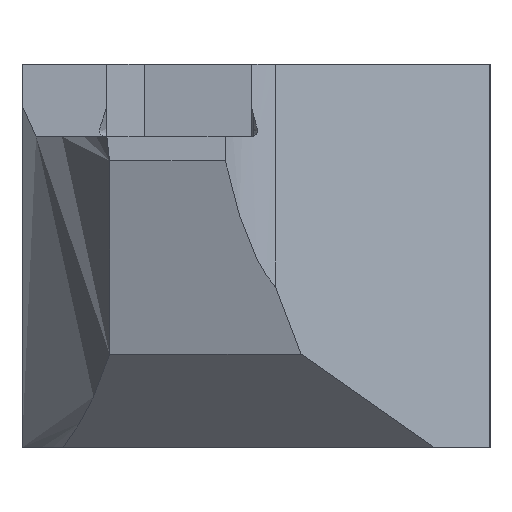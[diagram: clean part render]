
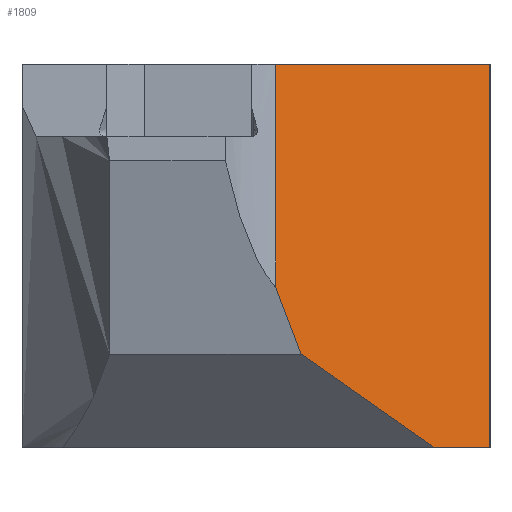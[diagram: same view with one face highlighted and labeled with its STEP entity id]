
A CAD part, left-side view. The second image highlights one B-rep face of the part: STEP entity #1809.
In plain terms, the highlighted planar face has unit normal (-0.819, -0.574, 0).
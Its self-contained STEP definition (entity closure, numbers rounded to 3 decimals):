
#5 = VECTOR ( 'NONE', #320, 1000. ) ;
#86 = CARTESIAN_POINT ( 'NONE',  ( 2.863, 6.786, -14.684 ) ) ;
#92 = LINE ( 'NONE', #788, #401 ) ;
#98 = DIRECTION ( 'NONE',  ( 0.819, 0.574, 0. ) ) ;
#107 = CARTESIAN_POINT ( 'NONE',  ( 1.4, 8.875, -15.875 ) ) ;
#125 = VERTEX_POINT ( 'NONE', #760 ) ;
#201 = LINE ( 'NONE', #107, #691 ) ;
#289 = ORIENTED_EDGE ( 'NONE', *, *, #1250, .T. ) ;
#320 = DIRECTION ( 'NONE',  ( 0., 0., 1. ) ) ;
#385 = LINE ( 'NONE', #1092, #5 ) ;
#389 = CARTESIAN_POINT ( 'NONE',  ( 7.614, 0., 0. ) ) ;
#400 = PLANE ( 'NONE',  #1908 ) ;
#401 = VECTOR ( 'NONE', #1742, 1000. ) ;
#406 = FACE_OUTER_BOUND ( 'NONE', #1812, .T. ) ;
#459 = ORIENTED_EDGE ( 'NONE', *, *, #1792, .T. ) ;
#493 = VECTOR ( 'NONE', #1808, 1000. ) ;
#508 = EDGE_CURVE ( 'Defeature ausgef�hrt1_14+Defeature ausgef�hrt1_15+Defeature ausgef�hrt1_20+Defeature ausgef�hrt1_2', #850, #125, #92, .T. ) ;
#521 = LINE ( 'NONE', #702, #1924 ) ;
#541 = CARTESIAN_POINT ( 'NONE',  ( 6.019, 2.279, -15.875 ) ) ;
#575 = LINE ( 'NONE', #1165, #493 ) ;
#587 = VERTEX_POINT ( 'NONE', #541 ) ;
#628 = CARTESIAN_POINT ( 'NONE',  ( 2.144, 7.813, -12. ) ) ;
#661 = ORIENTED_EDGE ( 'NONE', *, *, #1430, .T. ) ;
#689 = CARTESIAN_POINT ( 'NONE',  ( 1.4, 8.875, -15.875 ) ) ;
#691 = VECTOR ( 'NONE', #1817, 1000. ) ;
#702 = CARTESIAN_POINT ( 'NONE',  ( 1.4, 8.875, 0. ) ) ;
#760 = CARTESIAN_POINT ( 'NONE',  ( 1.4, 8.875, 0. ) ) ;
#788 = CARTESIAN_POINT ( 'NONE',  ( 1.4, 8.875, -15.875 ) ) ;
#850 = VERTEX_POINT ( 'NONE', #1144 ) ;
#852 = DIRECTION ( 'NONE',  ( -0.574, 0.819, 0. ) ) ;
#937 = ORIENTED_EDGE ( 'NONE', *, *, #1748, .T. ) ;
#998 = DIRECTION ( 'NONE',  ( 0.243, -0.347, -0.906 ) ) ;
#1092 = CARTESIAN_POINT ( 'NONE',  ( 7.614, 0., -15.875 ) ) ;
#1102 = VERTEX_POINT ( 'NONE', #1374 ) ;
#1144 = CARTESIAN_POINT ( 'NONE',  ( 1.4, 8.875, -9.225 ) ) ;
#1165 = CARTESIAN_POINT ( 'NONE',  ( 2.543, 7.242, -12.4 ) ) ;
#1250 = EDGE_CURVE ( 'Defeature ausgef�hrt1_15+Defeature ausgef�hrt1_6+Defeature ausgef�hrt1_7+Defeature ausgef�hrt1_2', #1102, #1566, #385, .T. ) ;
#1374 = CARTESIAN_POINT ( 'NONE',  ( 7.614, 0., -15.875 ) ) ;
#1429 = EDGE_CURVE ( 'Defeature ausgef�hrt1_7+Defeature ausgef�hrt1_15+Defeature ausgef�hrt1_6+Defeature ausgef�hrt1_19', #1102, #587, #201, .T. ) ;
#1430 = EDGE_CURVE ( 'Defeature ausgef�hrt1_15+Defeature ausgef�hrt1_2+Defeature ausgef�hrt1_6+Defeature ausgef�hrt1_14', #1566, #125, #521, .T. ) ;
#1503 = VECTOR ( 'NONE', #998, 1000. ) ;
#1566 = VERTEX_POINT ( 'NONE', #389 ) ;
#1742 = DIRECTION ( 'NONE',  ( 0., 0., 1. ) ) ;
#1748 = EDGE_CURVE ( 'Defeature ausgef�hrt1_15+Defeature ausgef�hrt1_20+Defeature ausgef�hrt1_14+Defeature ausgef�hrt1_19', #850, #1856, #1927, .T. ) ;
#1792 = EDGE_CURVE ( 'Defeature ausgef�hrt1_15+Defeature ausgef�hrt1_19+Defeature ausgef�hrt1_20+Defeature ausgef�hrt1_7', #1856, #587, #575, .T. ) ;
#1808 = DIRECTION ( 'NONE',  ( 0.498, -0.711, -0.498 ) ) ;
#1809 = ADVANCED_FACE ( 'Defeature ausgef�hrt1_15', ( #406 ), #400, .F. ) ;
#1812 = EDGE_LOOP ( 'NONE', ( #937, #459, #1956, #289, #661, #1950 ) ) ;
#1817 = DIRECTION ( 'NONE',  ( -0.574, 0.819, 0. ) ) ;
#1856 = VERTEX_POINT ( 'NONE', #628 ) ;
#1908 = AXIS2_PLACEMENT_3D ( 'NONE', #689, #98, #852 ) ;
#1924 = VECTOR ( 'NONE', #1985, 1000. ) ;
#1927 = LINE ( 'NONE', #86, #1503 ) ;
#1950 = ORIENTED_EDGE ( 'NONE', *, *, #508, .F. ) ;
#1956 = ORIENTED_EDGE ( 'NONE', *, *, #1429, .F. ) ;
#1985 = DIRECTION ( 'NONE',  ( -0.574, 0.819, 0. ) ) ;
